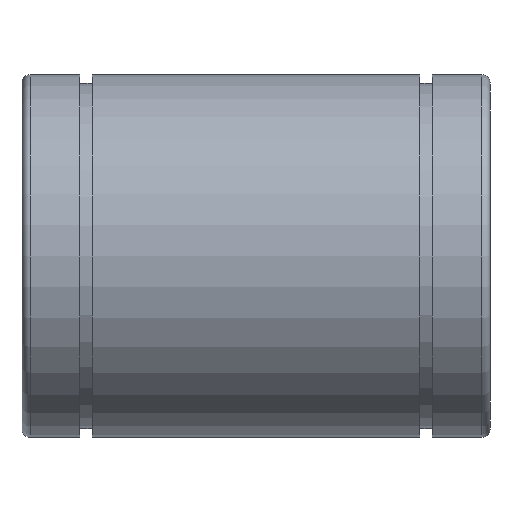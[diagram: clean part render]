
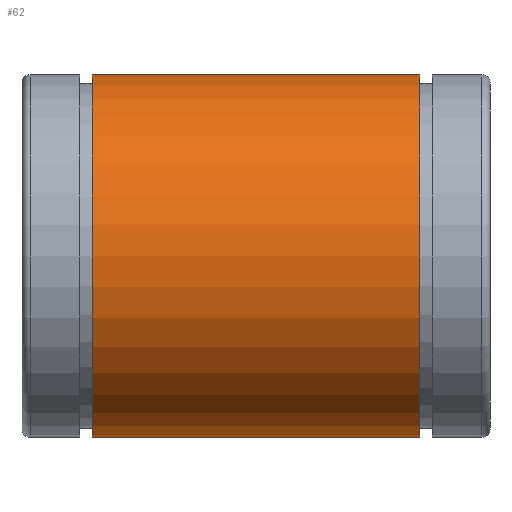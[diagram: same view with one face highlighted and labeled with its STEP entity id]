
A CAD part, front view. The second image highlights one B-rep face of the part: STEP entity #62.
In plain terms, the highlighted cylindrical face has radius 31 mm (diameter 62 mm), a full revolution.
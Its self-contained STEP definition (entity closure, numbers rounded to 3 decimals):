
#62 = ADVANCED_FACE( '', ( #133, #134 ), #135, .T. );
#133 = FACE_OUTER_BOUND( '', #204, .T. );
#134 = FACE_OUTER_BOUND( '', #205, .T. );
#135 = CYLINDRICAL_SURFACE( '', #206, 31. );
#204 = EDGE_LOOP( '', ( #291 ) );
#205 = EDGE_LOOP( '', ( #292 ) );
#206 = AXIS2_PLACEMENT_3D( '', #293, #294, #295 );
#291 = ORIENTED_EDGE( '', *, *, #325, .T. );
#292 = ORIENTED_EDGE( '', *, *, #347, .F. );
#293 = CARTESIAN_POINT( '', ( 80., 0., 0. ) );
#294 = DIRECTION( '', ( -1., 0., 0. ) );
#295 = DIRECTION( '', ( 0., 0., -1. ) );
#325 = EDGE_CURVE( '', #360, #360, #361, .T. );
#347 = EDGE_CURVE( '', #394, #394, #395, .T. );
#360 = VERTEX_POINT( '', #408 );
#361 = CIRCLE( '', #409, 31. );
#394 = VERTEX_POINT( '', #442 );
#395 = CIRCLE( '', #443, 31. );
#408 = CARTESIAN_POINT( '', ( 12., 0., -31. ) );
#409 = AXIS2_PLACEMENT_3D( '', #457, #458, #459 );
#442 = CARTESIAN_POINT( '', ( 68., 0., -31. ) );
#443 = AXIS2_PLACEMENT_3D( '', #493, #494, #495 );
#457 = CARTESIAN_POINT( '', ( 12., 0., 0. ) );
#458 = DIRECTION( '', ( 1., 0., 0. ) );
#459 = DIRECTION( '', ( 0., 0., -1. ) );
#493 = CARTESIAN_POINT( '', ( 68., 0., 0. ) );
#494 = DIRECTION( '', ( 1., 0., 0. ) );
#495 = DIRECTION( '', ( 0., 0., -1. ) );
